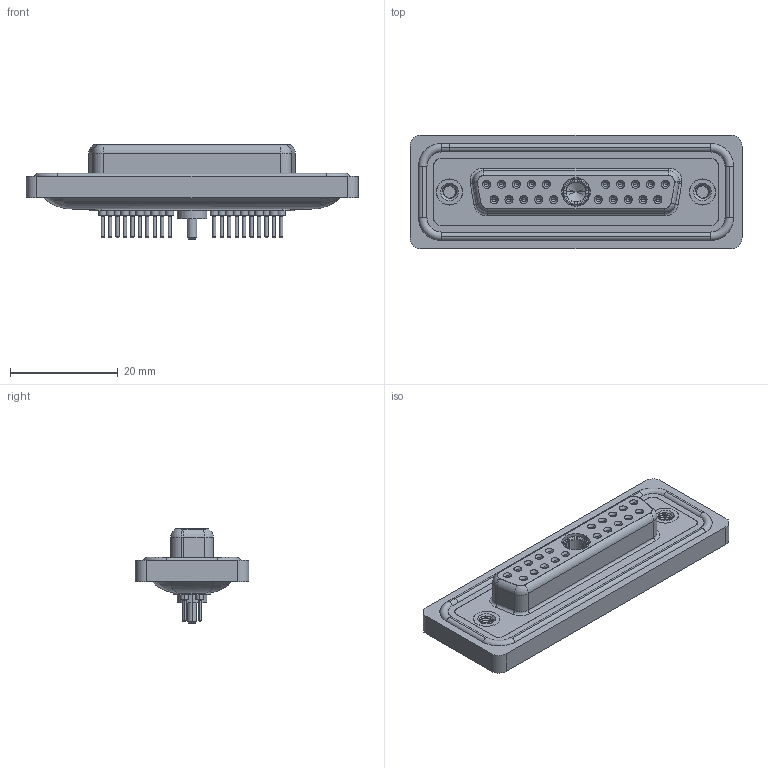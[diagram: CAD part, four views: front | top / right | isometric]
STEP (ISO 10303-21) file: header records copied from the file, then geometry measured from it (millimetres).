
FILE_DESCRIPTION (( 'STEP AP203' ), '1' );
FILE_NAME ('628W21W1624-1NA.STEP', '2024-04-09T22:28:56', ( '' ), ( '' ), 'SwSTEP 2.0', 'SolidWorks 2023', '' );
FILE_SCHEMA (( 'CONFIG_CONTROL_DESIGN' ));
Length unit declared in the file: millimetre
Products named in the file (9): 628Combo Waterproof Housing_25 Contacts; 628Combo Threaded Rivet_A; Power Socket_10A S; 628Combo Contact Row 1_24; 628W21W1624-1NA; 628Combo Shell Rear_25 Contacts; 628Combo Shell Front_25 Contacts; 628Combo Housing_21W1; 628Combo Contact Row 2_24
Assembly tree (27 placements, depth 2):
  628W21W1624-1NA
    628Combo Housing_21W1
    628Combo Waterproof Housing_25 Contacts
    628Combo Shell Front_25 Contacts
    628Combo Shell Rear_25 Contacts
    628Combo Threaded Rivet_A  x2
    628Combo Contact Row 1_24  x10
    628Combo Contact Row 2_24  x10
    Power Socket_10A S
Bounding box: 61.75 x 21.1 x 17.55 mm (x, y, z)
Volume: 8361.1 mm3; surface area: 13986.8 mm2
Topology: 29 solids, 29 shells, 1558 faces, 3675 edges, 2269 vertices
Faces by surface type: cylinder 593, plane 434, torus 355, cone 165, bspline 11
Entity records: 26331 total; most frequent: CARTESIAN_POINT 6387, DIRECTION 4215, ORIENTED_EDGE 3642, EDGE_CURVE 1821, AXIS2_PLACEMENT_3D 1751, VERTEX_POINT 1157, CIRCLE 959, EDGE_LOOP 914
